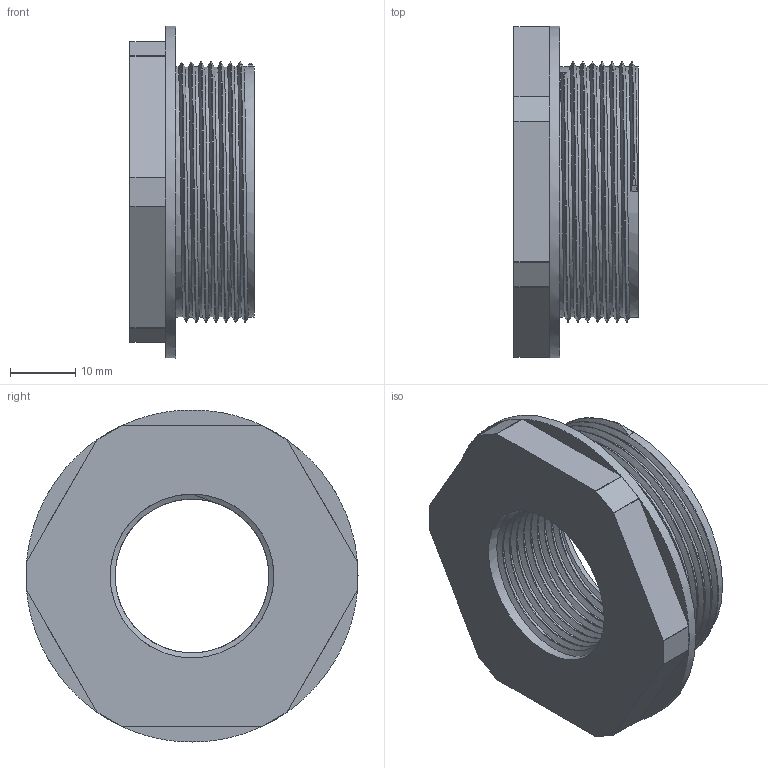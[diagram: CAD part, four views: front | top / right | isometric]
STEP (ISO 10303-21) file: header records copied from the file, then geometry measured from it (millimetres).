
FILE_DESCRIPTION(/* description */ ('Reduzierung sechskant M/M 40x1,5/25x1,5'),/* implementation_level */ '2;1');
FILE_NAME(/* name */ '11084025-RST.stp',/* time_stamp */ '2020-04-27T13:45:21+02:00',/* author */ ('sl'),/* organization */ (''),/* preprocessor_version */ 'ST-DEVELOPER v16.5',/* originating_system */ 'Autodesk Inventor 2017',/* authorisation */ '');
FILE_SCHEMA (('AUTOMOTIVE_DESIGN { 1 0 10303 214 3 1 1 }'));
Length unit declared in the file: millimetre
Products named in the file (1): 11084025
Bounding box: 19 x 50.75 x 50.75 mm (x, y, z)
Volume: 15568.1 mm3; surface area: 10595 mm2
Topology: 1 solids, 1 shells, 61 faces, 166 edges, 111 vertices
Faces by surface type: cylinder 37, plane 20, bspline 4
Full cylindrical faces by diameter (mm): 25.042 x9, 29 x1, 31.9 x1, 38.238 x7, 50.75 x1
Entity records: 4513 total; most frequent: CARTESIAN_POINT 3404, ORIENTED_EDGE 222, DIRECTION 212, EDGE_CURVE 111, AXIS2_PLACEMENT_3D 78, VERTEX_POINT 77, EDGE_LOOP 58, LINE 56
